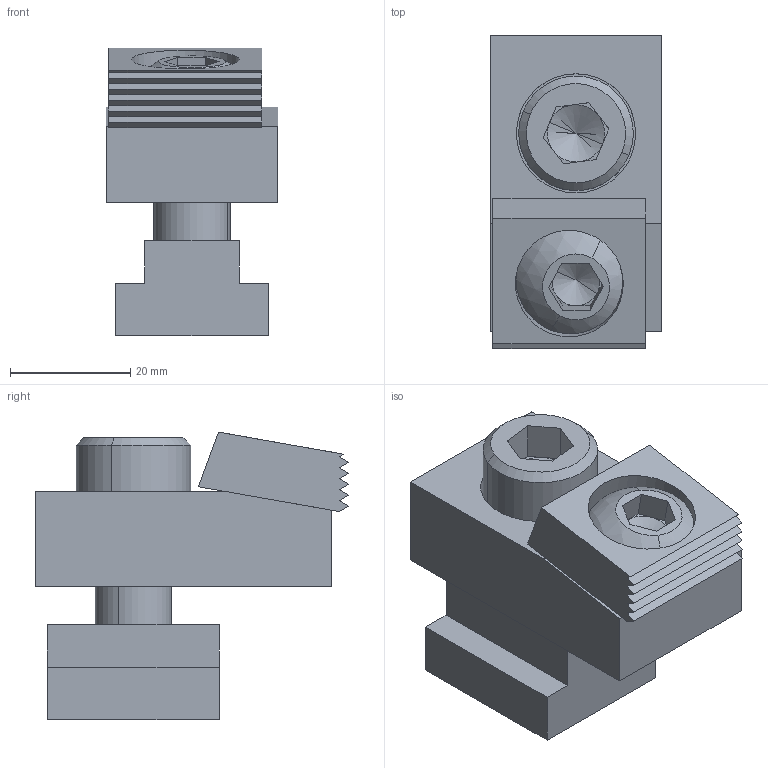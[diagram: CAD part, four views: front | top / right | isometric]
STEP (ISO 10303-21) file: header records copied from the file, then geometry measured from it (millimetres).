
FILE_DESCRIPTION (( 'STEP AP203' ), '1' );
FILE_NAME ('MiteeBite-54016.step.step', '2013-08-10T12:16:42', ( 'Windows User' ), ( '' ), 'SwSTEP 2.0', 'SolidWorks 2013', '' );
FILE_SCHEMA (( 'CONFIG_CONTROL_DESIGN' ));
Length unit declared in the file: inch
Products named in the file (6): MiteeBite-54016.step_1000; MiteeBite-54016.step; MiteeBite-54016.step_T-NUT; MiteeBite-54016.step_Socket Head Cap Screw_AI; MiteeBite-54016.step_24128; MiteeBite-54016.step_10373
Assembly tree (5 placements, depth 2):
  MiteeBite-54016.step
    MiteeBite-54016.step_24128
    MiteeBite-54016.step_10373
    MiteeBite-54016.step_1000
    MiteeBite-54016.step_T-NUT
    MiteeBite-54016.step_Socket Head Cap Screw_AI
Bounding box: 28.57 x 52.18 x 47.85 mm (x, y, z)
Volume: 38595.7 mm3; surface area: 15836.4 mm2
Topology: 5 solids, 5 shells, 99 faces, 231 edges, 144 vertices
Faces by surface type: plane 65, cylinder 20, cone 10, sphere 2, torus 2
Entity records: 3516 total; most frequent: CARTESIAN_POINT 581, DIRECTION 497, ORIENTED_EDGE 454, EDGE_CURVE 227, AXIS2_PLACEMENT_3D 169, VECTOR 159, LINE 159, VERTEX_POINT 144
